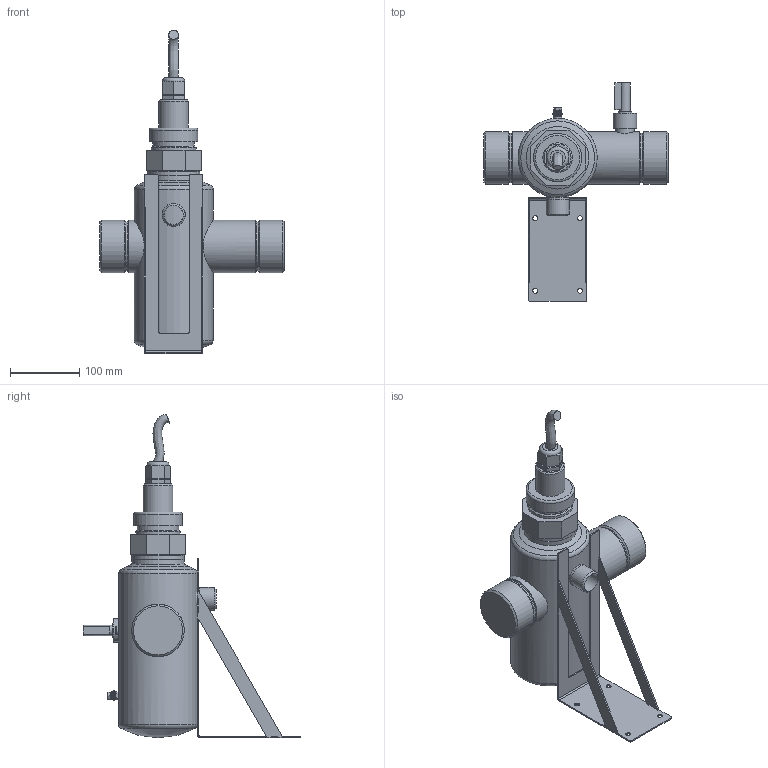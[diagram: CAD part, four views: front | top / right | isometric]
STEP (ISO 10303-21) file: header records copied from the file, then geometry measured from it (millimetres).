
FILE_DESCRIPTION (( 'STEP AP203' ), '1' );
FILE_NAME ('ÓÔÌ.03L_06L.000.00.000ÑÁ - Óñòàíîâêà ÓÔ-îáðàáîòêè âîäû UVM-600.STEP', '2025-01-13T11:15:44', ( '' ), ( '' ), 'SwSTEP 2.0', 'SolidWorks 2022', '' );
FILE_SCHEMA (( 'CONFIG_CONTROL_DESIGN' ));
Length unit declared in the file: millimetre
Products named in the file (1): УФМ.03L_06L.000.00.000СБ - Установка УФ-обработки воды UVM-600
Bounding box: 267.68 x 315.74 x 468.56 mm (x, y, z)
Volume: 3728714.5 mm3; surface area: 266389.9 mm2
Topology: 12 solids, 12 shells, 260 faces, 594 edges, 385 vertices
Faces by surface type: plane 163, cylinder 56, cone 30, torus 8, sphere 2, bspline 1
Full cylindrical faces by diameter (mm): 3.3 x1, 5 x1, 5.2 x1, 6 x1, 6.4 x2, 7 x4, 7.1 x1, 10 x1, 10.1 x1, 12 x3, 14 x1, 14.2 x1, 15 x2, 20 x1, 26.4 x1, 26.9 x1, 27.7 x1, 28 x1, 32 x1, 33.249 x1, 33.7 x1, 34 x1, 43 x1, 60 x1, 65 x1, 68.1 x1, 70 x1, 71.5 x2, 75.8 x1, 76.1 x6
Entity records: 7841 total; most frequent: CARTESIAN_POINT 2254, DIRECTION 1112, ORIENTED_EDGE 1014, EDGE_CURVE 507, AXIS2_PLACEMENT_3D 398, EDGE_LOOP 374, VERTEX_POINT 367, VECTOR 316
